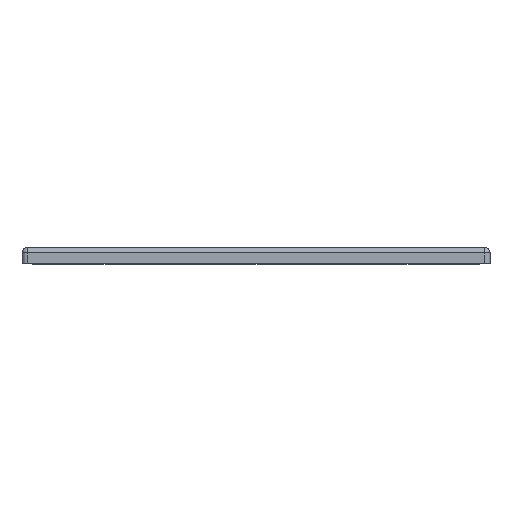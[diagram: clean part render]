
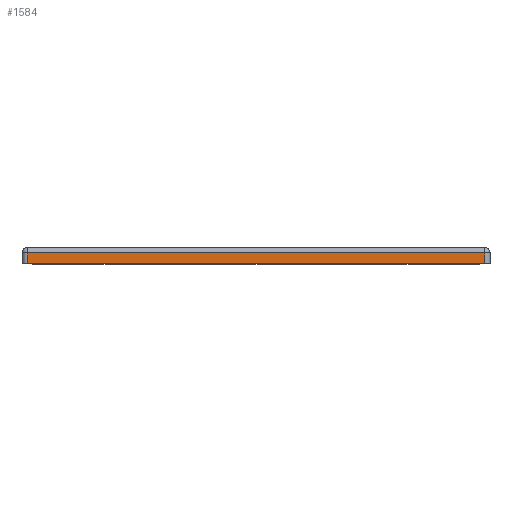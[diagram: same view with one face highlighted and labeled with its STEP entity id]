
A CAD part, top view. The second image highlights one B-rep face of the part: STEP entity #1584.
In plain terms, the highlighted planar face has unit normal (0, 0, 1).
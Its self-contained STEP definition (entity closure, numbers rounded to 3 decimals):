
#193 = CARTESIAN_POINT ( 'NONE',  ( -86., 4., 88. ) ) ;
#194 = DIRECTION ( 'NONE',  ( -1., 0., 0. ) ) ;
#312 = CARTESIAN_POINT ( 'NONE',  ( -86., 6., 88. ) ) ;
#322 = DIRECTION ( 'NONE',  ( 0., -1., 0. ) ) ;
#365 = CARTESIAN_POINT ( 'NONE',  ( -88., 0., 88. ) ) ;
#369 = DIRECTION ( 'NONE',  ( 1., 0., 0. ) ) ;
#459 = CARTESIAN_POINT ( 'NONE',  ( 86., 6., 88. ) ) ;
#460 = DIRECTION ( 'NONE',  ( 0., 1., 0. ) ) ;
#646 = CARTESIAN_POINT ( 'NONE',  ( -86., 4., 88. ) ) ;
#717 = DIRECTION ( 'NONE',  ( -1., 0., 0. ) ) ;
#718 = DIRECTION ( 'NONE',  ( 0., 0., -1. ) ) ;
#760 = CARTESIAN_POINT ( 'NONE',  ( -88., 6., 88. ) ) ;
#798 = CARTESIAN_POINT ( 'NONE',  ( -86., 0., 88. ) ) ;
#883 = CARTESIAN_POINT ( 'NONE',  ( 86., 0., 88. ) ) ;
#916 = PLANE ( 'NONE',  #1942 ) ;
#1057 = CARTESIAN_POINT ( 'NONE',  ( 86., 4., 88. ) ) ;
#1115 = EDGE_CURVE ( 'NONE', #1507, #2618, #2311, .T. ) ;
#1167 = EDGE_CURVE ( 'NONE', #2618, #1460, #2230, .T. ) ;
#1185 = EDGE_CURVE ( 'NONE', #1460, #2642, #2153, .T. ) ;
#1227 = EDGE_CURVE ( 'NONE', #2642, #1507, #2382, .T. ) ;
#1460 = VERTEX_POINT ( 'NONE', #798 ) ;
#1507 = VERTEX_POINT ( 'NONE', #1057 ) ;
#1584 = ADVANCED_FACE ( 'NONE', ( #2303 ), #916, .F. ) ;
#1675 = ORIENTED_EDGE ( 'NONE', *, *, #1115, .T. ) ;
#1754 = ORIENTED_EDGE ( 'NONE', *, *, #1185, .T. ) ;
#1815 = ORIENTED_EDGE ( 'NONE', *, *, #1227, .T. ) ;
#1942 = AXIS2_PLACEMENT_3D ( 'NONE', #760, #718, #717 ) ;
#2153 = LINE ( 'NONE', #365, #2352 ) ;
#2176 = ORIENTED_EDGE ( 'NONE', *, *, #1167, .T. ) ;
#2230 = LINE ( 'NONE', #312, #2525 ) ;
#2286 = VECTOR ( 'NONE', #460, 1000. ) ;
#2303 = FACE_OUTER_BOUND ( 'NONE', #2744, .T. ) ;
#2311 = LINE ( 'NONE', #193, #2474 ) ;
#2352 = VECTOR ( 'NONE', #369, 1000. ) ;
#2382 = LINE ( 'NONE', #459, #2286 ) ;
#2474 = VECTOR ( 'NONE', #194, 1000. ) ;
#2525 = VECTOR ( 'NONE', #322, 1000. ) ;
#2618 = VERTEX_POINT ( 'NONE', #646 ) ;
#2642 = VERTEX_POINT ( 'NONE', #883 ) ;
#2744 = EDGE_LOOP ( 'NONE', ( #1815, #1675, #2176, #1754 ) ) ;
